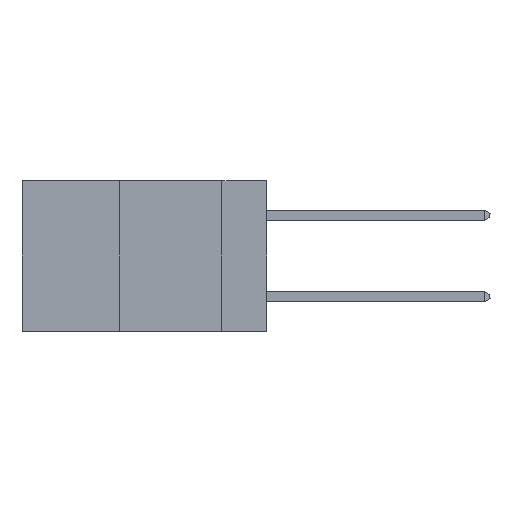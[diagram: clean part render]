
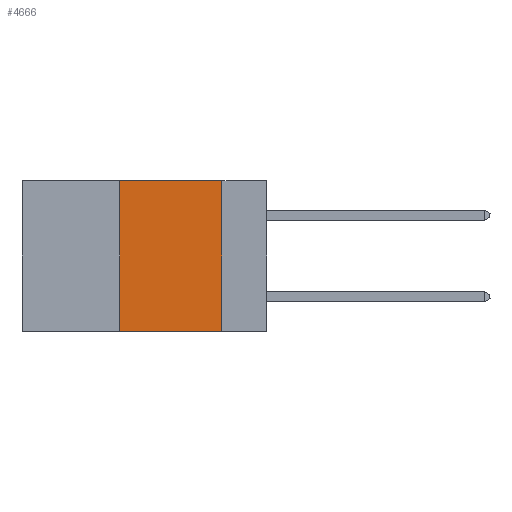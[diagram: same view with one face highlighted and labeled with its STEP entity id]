
A CAD part, left-side view. The second image highlights one B-rep face of the part: STEP entity #4666.
In plain terms, the highlighted planar face has unit normal (-1, 0, 0).
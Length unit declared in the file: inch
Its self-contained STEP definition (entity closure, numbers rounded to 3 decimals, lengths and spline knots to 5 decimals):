
#793 = DIRECTION ( 'NONE',  ( 0., 0., -1. ) ) ;
#839 = CARTESIAN_POINT ( 'NONE',  ( 0., 0.11, -0.37 ) ) ;
#1295 = VECTOR ( 'NONE', #793, 39.37008 ) ;
#1892 = DIRECTION ( 'NONE',  ( 0., 0., -1. ) ) ;
#2508 = EDGE_CURVE ( 'NONE', #12828, #4519, #2844, .T. ) ;
#2844 = LINE ( 'NONE', #7317, #15576 ) ;
#3527 = LINE ( 'NONE', #4937, #9828 ) ;
#3633 = VERTEX_POINT ( 'NONE', #839 ) ;
#4257 = DIRECTION ( 'NONE',  ( 0., 0., 1. ) ) ;
#4293 = CARTESIAN_POINT ( 'NONE',  ( 0., 0.6, 0. ) ) ;
#4519 = VERTEX_POINT ( 'NONE', #14315 ) ;
#4646 = FACE_OUTER_BOUND ( 'NONE', #7413, .T. ) ;
#4666 = ADVANCED_FACE ( 'NONE', ( #4646 ), #5573, .F. ) ;
#4811 = LINE ( 'NONE', #8280, #1295 ) ;
#4937 = CARTESIAN_POINT ( 'NONE',  ( 0., 0.6, -0.37 ) ) ;
#5018 = ORIENTED_EDGE ( 'NONE', *, *, #2508, .F. ) ;
#5573 = PLANE ( 'NONE',  #7683 ) ;
#5623 = CARTESIAN_POINT ( 'NONE',  ( 0., 0.11, 0. ) ) ;
#5745 = EDGE_CURVE ( 'NONE', #16108, #3633, #4811, .T. ) ;
#5980 = ORIENTED_EDGE ( 'NONE', *, *, #8417, .F. ) ;
#6262 = CARTESIAN_POINT ( 'NONE',  ( 0., 0.6, 0. ) ) ;
#7317 = CARTESIAN_POINT ( 'NONE',  ( 0., 0.36, 0. ) ) ;
#7413 = EDGE_LOOP ( 'NONE', ( #7781, #5980, #5018, #15304 ) ) ;
#7683 = AXIS2_PLACEMENT_3D ( 'NONE', #4293, #12884, #1892 ) ;
#7781 = ORIENTED_EDGE ( 'NONE', *, *, #5745, .F. ) ;
#8280 = CARTESIAN_POINT ( 'NONE',  ( 0., 0.11, 0. ) ) ;
#8417 = EDGE_CURVE ( 'NONE', #4519, #16108, #14854, .T. ) ;
#8474 = VECTOR ( 'NONE', #14804, 39.37008 ) ;
#9828 = VECTOR ( 'NONE', #13454, 39.37008 ) ;
#11831 = CARTESIAN_POINT ( 'NONE',  ( 0., 0.36, -0.37 ) ) ;
#12828 = VERTEX_POINT ( 'NONE', #11831 ) ;
#12884 = DIRECTION ( 'NONE',  ( 1., 0., 0. ) ) ;
#13454 = DIRECTION ( 'NONE',  ( 0., -1., 0. ) ) ;
#13587 = EDGE_CURVE ( 'NONE', #12828, #3633, #3527, .T. ) ;
#14315 = CARTESIAN_POINT ( 'NONE',  ( 0., 0.36, 0. ) ) ;
#14804 = DIRECTION ( 'NONE',  ( 0., -1., 0. ) ) ;
#14854 = LINE ( 'NONE', #6262, #8474 ) ;
#15304 = ORIENTED_EDGE ( 'NONE', *, *, #13587, .T. ) ;
#15576 = VECTOR ( 'NONE', #4257, 39.37008 ) ;
#16108 = VERTEX_POINT ( 'NONE', #5623 ) ;
